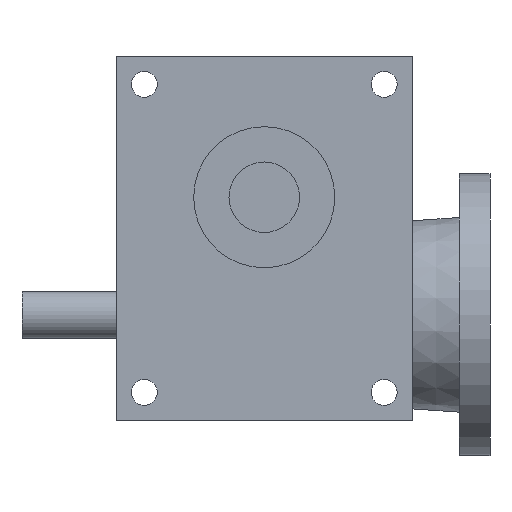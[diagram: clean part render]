
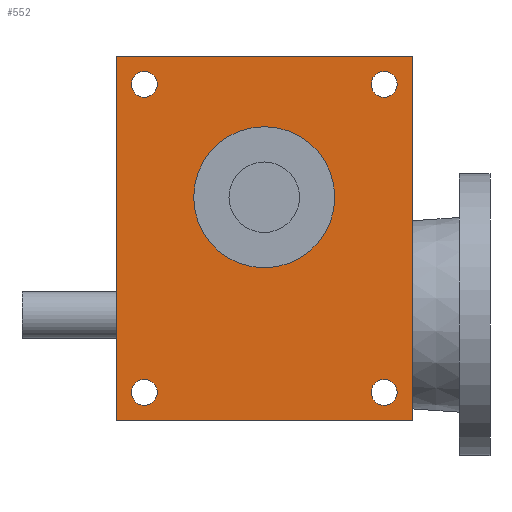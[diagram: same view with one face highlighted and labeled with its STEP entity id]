
A CAD part, front view. The second image highlights one B-rep face of the part: STEP entity #552.
In plain terms, the highlighted planar face has unit normal (0, -1, 0).
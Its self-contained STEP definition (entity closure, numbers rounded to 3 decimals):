
#552 = ADVANCED_FACE( '', ( #1123, #1124, #1125, #1126, #1127, #1128 ), #1129, .F. );
#1123 = FACE_BOUND( '', #1686, .T. );
#1124 = FACE_BOUND( '', #1687, .T. );
#1125 = FACE_BOUND( '', #1688, .T. );
#1126 = FACE_BOUND( '', #1689, .T. );
#1127 = FACE_BOUND( '', #1690, .T. );
#1128 = FACE_OUTER_BOUND( '', #1691, .T. );
#1129 = PLANE( '', #1692 );
#1686 = EDGE_LOOP( '', ( #2972 ) );
#1687 = EDGE_LOOP( '', ( #2973 ) );
#1688 = EDGE_LOOP( '', ( #2974 ) );
#1689 = EDGE_LOOP( '', ( #2975 ) );
#1690 = EDGE_LOOP( '', ( #2976 ) );
#1691 = EDGE_LOOP( '', ( #2977, #2978, #2979, #2980 ) );
#1692 = AXIS2_PLACEMENT_3D( '', #2981, #2982, #2983 );
#2972 = ORIENTED_EDGE( '', *, *, #3496, .T. );
#2973 = ORIENTED_EDGE( '', *, *, #3150, .T. );
#2974 = ORIENTED_EDGE( '', *, *, #3580, .T. );
#2975 = ORIENTED_EDGE( '', *, *, #3575, .T. );
#2976 = ORIENTED_EDGE( '', *, *, #3111, .T. );
#2977 = ORIENTED_EDGE( '', *, *, #3310, .T. );
#2978 = ORIENTED_EDGE( '', *, *, #3583, .F. );
#2979 = ORIENTED_EDGE( '', *, *, #3228, .F. );
#2980 = ORIENTED_EDGE( '', *, *, #3431, .T. );
#2981 = CARTESIAN_POINT( '', ( -63., -45., 77.5 ) );
#2982 = DIRECTION( '', ( 0., 1., 0. ) );
#2983 = DIRECTION( '', ( 0., 0., 1. ) );
#3111 = EDGE_CURVE( '', #3650, #3650, #3651, .T. );
#3150 = EDGE_CURVE( '', #3715, #3715, #3716, .T. );
#3228 = EDGE_CURVE( '', #3846, #3848, #3849, .T. );
#3310 = EDGE_CURVE( '', #3977, #3981, #3983, .T. );
#3431 = EDGE_CURVE( '', #3846, #3977, #4158, .T. );
#3496 = EDGE_CURVE( '', #4246, #4246, #4247, .T. );
#3575 = EDGE_CURVE( '', #4336, #4336, #4337, .T. );
#3580 = EDGE_CURVE( '', #4343, #4343, #4344, .T. );
#3583 = EDGE_CURVE( '', #3848, #3981, #4347, .T. );
#3650 = VERTEX_POINT( '', #4428 );
#3651 = CIRCLE( '', #4429, 30. );
#3715 = VERTEX_POINT( '', #4516 );
#3716 = CIRCLE( '', #4517, 5.5 );
#3846 = VERTEX_POINT( '', #4684 );
#3848 = VERTEX_POINT( '', #4687 );
#3849 = LINE( '', #4688, #4689 );
#3977 = VERTEX_POINT( '', #4891 );
#3981 = VERTEX_POINT( '', #4897 );
#3983 = LINE( '', #4900, #4901 );
#4158 = LINE( '', #5157, #5158 );
#4246 = VERTEX_POINT( '', #5275 );
#4247 = CIRCLE( '', #5276, 5.5 );
#4336 = VERTEX_POINT( '', #5400 );
#4337 = CIRCLE( '', #5401, 5.5 );
#4343 = VERTEX_POINT( '', #5407 );
#4344 = CIRCLE( '', #5408, 5.5 );
#4347 = LINE( '', #5411, #5412 );
#4428 = CARTESIAN_POINT( '', ( 30., -45., 17.5 ) );
#4429 = AXIS2_PLACEMENT_3D( '', #5468, #5469, #5470 );
#4516 = CARTESIAN_POINT( '', ( -45.5, -45., 65.5 ) );
#4517 = AXIS2_PLACEMENT_3D( '', #5506, #5507, #5508 );
#4684 = CARTESIAN_POINT( '', ( -63., -45., 77.5 ) );
#4687 = CARTESIAN_POINT( '', ( 63., -45., 77.5 ) );
#4688 = CARTESIAN_POINT( '', ( -63., -45., 77.5 ) );
#4689 = VECTOR( '', #5607, 1000. );
#4891 = CARTESIAN_POINT( '', ( -63., -45., -77.5 ) );
#4897 = CARTESIAN_POINT( '', ( 63., -45., -77.5 ) );
#4900 = CARTESIAN_POINT( '', ( -63., -45., -77.5 ) );
#4901 = VECTOR( '', #5699, 1000. );
#5157 = CARTESIAN_POINT( '', ( -63., -45., 77.5 ) );
#5158 = VECTOR( '', #5846, 1000. );
#5275 = CARTESIAN_POINT( '', ( 56.5, -45., 65.5 ) );
#5276 = AXIS2_PLACEMENT_3D( '', #5915, #5916, #5917 );
#5400 = CARTESIAN_POINT( '', ( 56.5, -45., -65.5 ) );
#5401 = AXIS2_PLACEMENT_3D( '', #5989, #5990, #5991 );
#5407 = CARTESIAN_POINT( '', ( -45.5, -45., -65.5 ) );
#5408 = AXIS2_PLACEMENT_3D( '', #5995, #5996, #5997 );
#5411 = CARTESIAN_POINT( '', ( 63., -45., 77.5 ) );
#5412 = VECTOR( '', #5998, 1000. );
#5468 = CARTESIAN_POINT( '', ( 0., -45., 17.5 ) );
#5469 = DIRECTION( '', ( 0., 1., 0. ) );
#5470 = DIRECTION( '', ( 1., 0., 0. ) );
#5506 = CARTESIAN_POINT( '', ( -51., -45., 65.5 ) );
#5507 = DIRECTION( '', ( 0., 1., 0. ) );
#5508 = DIRECTION( '', ( 1., 0., 0. ) );
#5607 = DIRECTION( '', ( 1., 0., 0. ) );
#5699 = DIRECTION( '', ( 1., 0., 0. ) );
#5846 = DIRECTION( '', ( 0., 0., -1. ) );
#5915 = CARTESIAN_POINT( '', ( 51., -45., 65.5 ) );
#5916 = DIRECTION( '', ( 0., 1., 0. ) );
#5917 = DIRECTION( '', ( 1., 0., 0. ) );
#5989 = CARTESIAN_POINT( '', ( 51., -45., -65.5 ) );
#5990 = DIRECTION( '', ( 0., 1., 0. ) );
#5991 = DIRECTION( '', ( 1., 0., 0. ) );
#5995 = CARTESIAN_POINT( '', ( -51., -45., -65.5 ) );
#5996 = DIRECTION( '', ( 0., 1., 0. ) );
#5997 = DIRECTION( '', ( 1., 0., 0. ) );
#5998 = DIRECTION( '', ( 0., 0., -1. ) );
